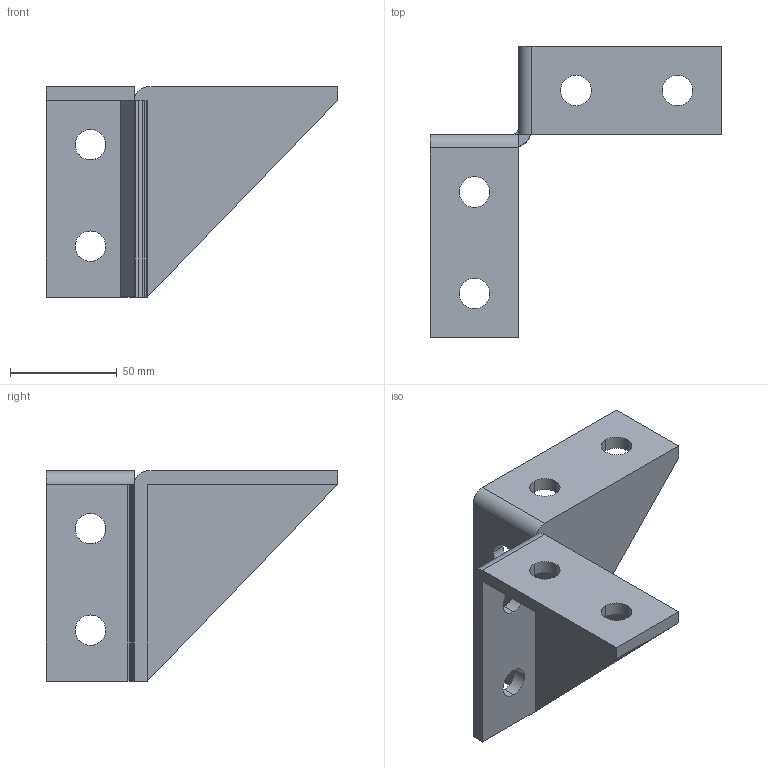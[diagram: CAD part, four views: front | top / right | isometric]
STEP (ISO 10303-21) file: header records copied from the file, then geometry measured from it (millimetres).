
FILE_DESCRIPTION(('TurboCAD Mac Pro'),'Build 980');
FILE_NAME('P2226.stp',' ',(''),(''),'ACIS Interop','IMSI','TurboCAD Mac Pro BY IMSI, INCORPORATED');
FILE_SCHEMA(('automotive_design'));
Length unit declared in the file: inch
Products named in the file (1): 1
Bounding box: 136.27 x 136.27 x 98.42 mm (x, y, z)
Volume: 142904.4 mm3; surface area: 52455.1 mm2
Topology: 1 solids, 1 shells, 74 faces, 208 edges, 136 vertices
Faces by surface type: plane 40, bspline 32, cylinder 2
Entity records: 3428 total; most frequent: CARTESIAN_POINT 1091, ORIENTED_EDGE 416, DIRECTION 234, EDGE_CURVE 208, LINE 140, VECTOR 140, VERTEX_POINT 136, EDGE_LOOP 90
